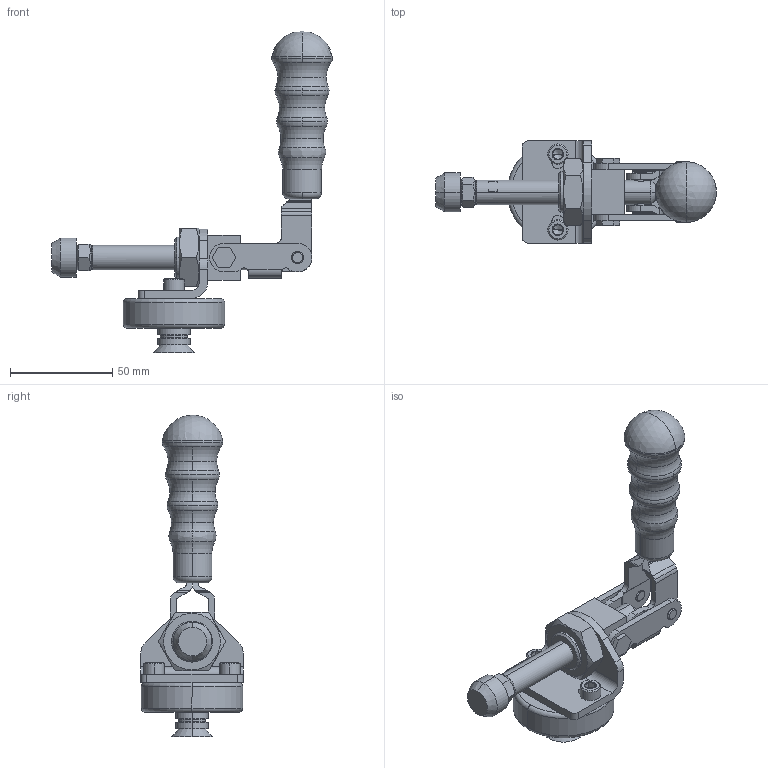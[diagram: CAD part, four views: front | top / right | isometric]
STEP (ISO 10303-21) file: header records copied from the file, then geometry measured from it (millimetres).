
FILE_DESCRIPTION(('STEP AP214'),'1');
FILE_NAME('160710.STP','2011-09-08T13:40:32',(' '),(' '),'Spatial InterOp 3D',' ',' ');
FILE_SCHEMA(('automotive_design'));
Length unit declared in the file: millimetre
Products named in the file (21): Kegelstumpf; Zylinder; Zylinderschraube ISO 4762 M6x16; 3D-Objekt; Assem1|PART1_6#PART1_6;PART1_6; Assem1|~PART1_6#~PART1_6;~PART1_6; Assem1|~~PART1_6#~~PART1_6;~~PART1_6; Assem1|PART2_1#PART2_1;PART2_1; Assem1|~~~PART1_4#~~~PART1_4;~~~PART1_4; Assem1|~~~~PART1_2#~~~~PART1_2;~~~~PART1_2; Assem1|~~~~~PART1_1#~~~~~PART1_1;~~~~~PART1_1; Assem1|~~~~~~PART1_1#~~~~~~PART1_1;~~~~~~PART1_1; Assem1|~~~~~~~PART1_0#~~~~~~~PART1_0;~~~~~~~PART1_0; Assem1|HEX-HEAD BOLT - ISO 4017 - M8X25_2#HEX-HEAD BOLT - ISO 4017 - M8X25_2;HEX-HEAD BOLT - ISO 4017 - M8X25_2; Assem1|HEX NUT - ISO 4032 - M8#HEX NUT - ISO 4032 - M8;HEX NUT - ISO 4032 - M8; Assem1|HEX NUT - ISO 8675 - M20 X 1.5#HEX NUT - ISO 8675 - M20 X 1.5;HEX NUT - ISO 8675 - M20 X 1.5; Assem1|~~~~~~~~PART1#~~~~~~~~PART1;~~~~~~~~PART1
Bounding box: 137.27 x 50 x 157.14 mm (x, y, z)
Volume: 106242 mm3; surface area: 53277.9 mm2
Topology: 21 solids, 21 shells, 791 faces, 1966 edges, 1234 vertices
Faces by surface type: cylinder 231, cone 214, plane 190, torus 152, bspline 2, sphere 2
Entity records: 30894 total; most frequent: DIRECTION 4579, CARTESIAN_POINT 4536, ORIENTED_EDGE 3920, EDGE_CURVE 1960, AXIS2_PLACEMENT_3D 1920, VERTEX_POINT 1234, CIRCLE 1099, EDGE_LOOP 864
